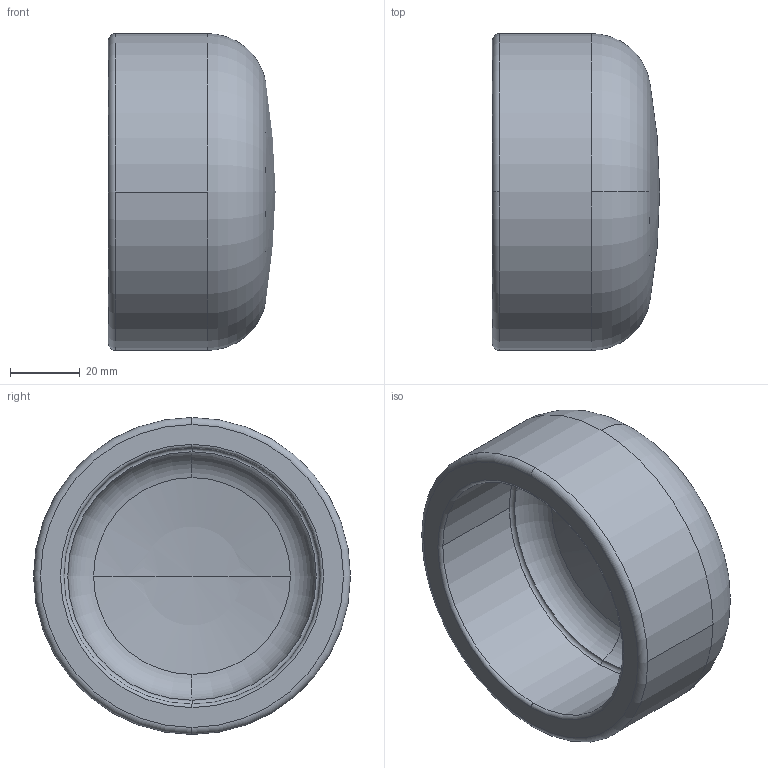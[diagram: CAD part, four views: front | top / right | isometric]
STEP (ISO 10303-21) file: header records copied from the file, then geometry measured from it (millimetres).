
FILE_DESCRIPTION(('STEP AP214'),'1');
FILE_NAME('cim075.stp','2018-02-12T14:05:14',('TraceParts'),('TraceParts S.A.'),'Spatial InterOp 3D',' ',' ');
FILE_SCHEMA(('automotive_design'));
Length unit declared in the file: millimetre
Products named in the file (1): cim075
Bounding box: 48 x 91 x 91 mm (x, y, z)
Volume: 129309 mm3; surface area: 30949.8 mm2
Topology: 1 solids, 1 shells, 20 faces, 54 edges, 35 vertices
Faces by surface type: torus 12, cylinder 4, sphere 3, plane 1
Entity records: 836 total; most frequent: DIRECTION 142, CARTESIAN_POINT 108, ORIENTED_EDGE 104, AXIS2_PLACEMENT_3D 69, EDGE_CURVE 52, CIRCLE 48, VERTEX_POINT 35, STYLED_ITEM 21
